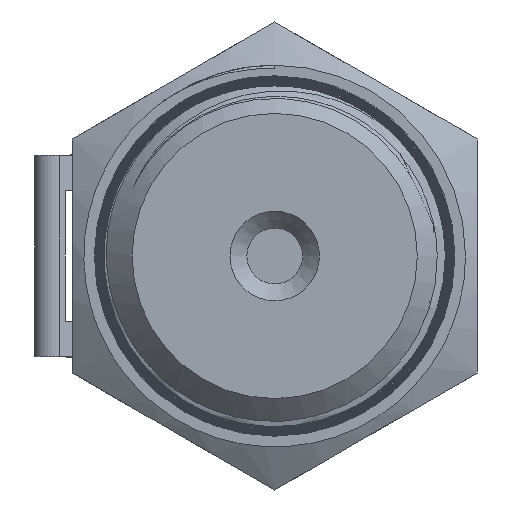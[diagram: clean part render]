
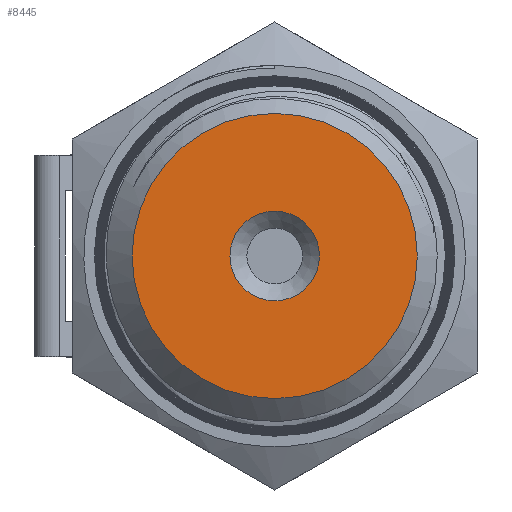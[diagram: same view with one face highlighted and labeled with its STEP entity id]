
A CAD part, left-side view. The second image highlights one B-rep face of the part: STEP entity #8445.
In plain terms, the highlighted planar face has unit normal (-1, 0, 0).
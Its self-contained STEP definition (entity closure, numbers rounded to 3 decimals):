
#382=FACE_BOUND('',#1458,.T.);
#452=PLANE('',#8912);
#944=FACE_OUTER_BOUND('',#1457,.T.);
#1457=EDGE_LOOP('',(#7254));
#1458=EDGE_LOOP('',(#7255));
#1765=CIRCLE('',#8906,8.445);
#1767=CIRCLE('',#8911,2.65);
#4053=VERTEX_POINT('',#23386);
#4055=VERTEX_POINT('',#23395);
#5163=EDGE_CURVE('',#4053,#4053,#1765,.T.);
#5167=EDGE_CURVE('',#4055,#4055,#1767,.T.);
#7254=ORIENTED_EDGE('',*,*,#5163,.F.);
#7255=ORIENTED_EDGE('',*,*,#5167,.T.);
#8445=ADVANCED_FACE('',(#944,#382),#452,.T.);
#8906=AXIS2_PLACEMENT_3D('',#23388,#10012,#10013);
#8911=AXIS2_PLACEMENT_3D('',#23397,#10024,#10025);
#8912=AXIS2_PLACEMENT_3D('',#23398,#10026,#10027);
#10012=DIRECTION('center_axis',(1.,0.,0.));
#10013=DIRECTION('ref_axis',(0.,0.,-1.));
#10024=DIRECTION('center_axis',(1.,0.,0.));
#10025=DIRECTION('ref_axis',(0.,0.,-1.));
#10026=DIRECTION('center_axis',(-1.,0.,0.));
#10027=DIRECTION('ref_axis',(0.,0.,1.));
#23386=CARTESIAN_POINT('',(0.,-8.445,0.));
#23388=CARTESIAN_POINT('Origin',(0.,0.,0.));
#23395=CARTESIAN_POINT('',(0.,-2.65,0.));
#23397=CARTESIAN_POINT('Origin',(0.,0.,0.));
#23398=CARTESIAN_POINT('Origin',(0.,8.445,0.));
